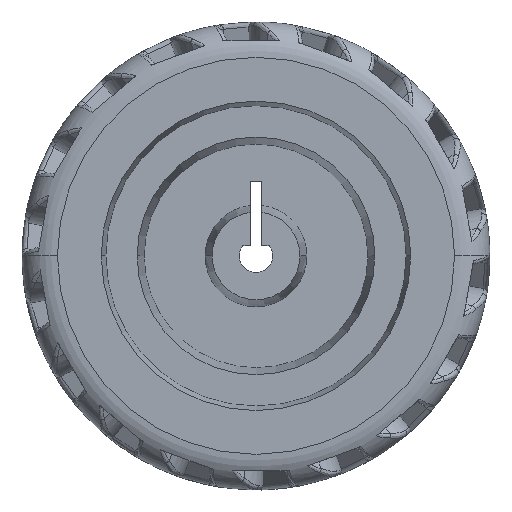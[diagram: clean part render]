
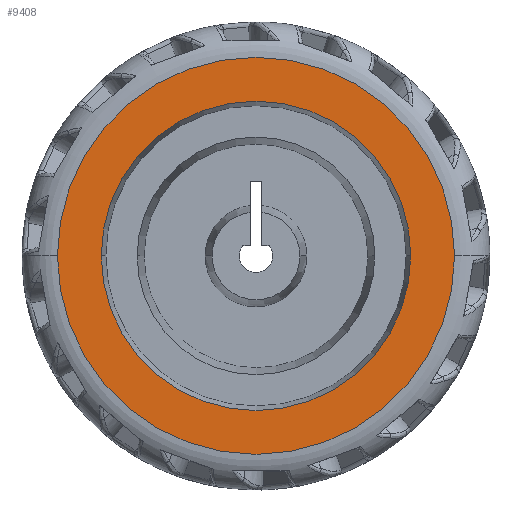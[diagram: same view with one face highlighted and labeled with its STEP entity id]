
A CAD part, top view. The second image highlights one B-rep face of the part: STEP entity #9408.
In plain terms, the highlighted planar face has unit normal (0, 0, 1).
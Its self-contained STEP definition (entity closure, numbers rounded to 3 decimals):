
#262 = CARTESIAN_POINT ( 'NONE',  ( 0., 0., 19. ) ) ;
#442 = PLANE ( 'NONE',  #5548 ) ;
#1727 = CIRCLE ( 'NONE', #21562, 17.825 ) ;
#2585 = DIRECTION ( 'NONE',  ( 0., 0., 1. ) ) ;
#3476 = EDGE_CURVE ( 'NONE', #17973, #23570, #1727, .T. ) ;
#3541 = CARTESIAN_POINT ( 'NONE',  ( 0., 0., 19. ) ) ;
#4203 = ORIENTED_EDGE ( 'NONE', *, *, #10277, .T. ) ;
#5038 = AXIS2_PLACEMENT_3D ( 'NONE', #28775, #26379, #6109 ) ;
#5174 = EDGE_CURVE ( 'NONE', #23570, #17973, #28575, .T. ) ;
#5548 = AXIS2_PLACEMENT_3D ( 'NONE', #9744, #25692, #14307 ) ;
#5621 = CARTESIAN_POINT ( 'NONE',  ( 13.891, 0., 19. ) ) ;
#5878 = ORIENTED_EDGE ( 'NONE', *, *, #16284, .T. ) ;
#6109 = DIRECTION ( 'NONE',  ( 1., 0., 0. ) ) ;
#6304 = EDGE_LOOP ( 'NONE', ( #5878, #4203 ) ) ;
#7314 = FACE_BOUND ( 'NONE', #6304, .T. ) ;
#7798 = DIRECTION ( 'NONE',  ( 0., 0., -1. ) ) ;
#9097 = CIRCLE ( 'NONE', #5038, 13.891 ) ;
#9408 = ADVANCED_FACE ( 'NONE', ( #7314, #20500 ), #442, .T. ) ;
#9744 = CARTESIAN_POINT ( 'NONE',  ( 0., 0., 19. ) ) ;
#10277 = EDGE_CURVE ( 'NONE', #15618, #21365, #20420, .T. ) ;
#10618 = ORIENTED_EDGE ( 'NONE', *, *, #3476, .T. ) ;
#11196 = EDGE_LOOP ( 'NONE', ( #22830, #10618 ) ) ;
#14307 = DIRECTION ( 'NONE',  ( 1., 0., 0. ) ) ;
#15618 = VERTEX_POINT ( 'NONE', #21371 ) ;
#16009 = DIRECTION ( 'NONE',  ( 1., 0., 0. ) ) ;
#16284 = EDGE_CURVE ( 'NONE', #21365, #15618, #9097, .T. ) ;
#16554 = CARTESIAN_POINT ( 'NONE',  ( 0., 0., 19. ) ) ;
#16846 = DIRECTION ( 'NONE',  ( 0., 0., 1. ) ) ;
#17973 = VERTEX_POINT ( 'NONE', #24253 ) ;
#20420 = CIRCLE ( 'NONE', #21056, 13.891 ) ;
#20500 = FACE_OUTER_BOUND ( 'NONE', #11196, .T. ) ;
#21056 = AXIS2_PLACEMENT_3D ( 'NONE', #3541, #7798, #26364 ) ;
#21283 = CARTESIAN_POINT ( 'NONE',  ( 17.825, 0., 19. ) ) ;
#21365 = VERTEX_POINT ( 'NONE', #5621 ) ;
#21371 = CARTESIAN_POINT ( 'NONE',  ( -13.891, 0., 19. ) ) ;
#21562 = AXIS2_PLACEMENT_3D ( 'NONE', #262, #2585, #16009 ) ;
#22830 = ORIENTED_EDGE ( 'NONE', *, *, #5174, .T. ) ;
#23570 = VERTEX_POINT ( 'NONE', #21283 ) ;
#24253 = CARTESIAN_POINT ( 'NONE',  ( -17.825, 0., 19. ) ) ;
#25692 = DIRECTION ( 'NONE',  ( 0., 0., 1. ) ) ;
#26059 = DIRECTION ( 'NONE',  ( 1., 0., 0. ) ) ;
#26364 = DIRECTION ( 'NONE',  ( 1., 0., 0. ) ) ;
#26379 = DIRECTION ( 'NONE',  ( 0., 0., -1. ) ) ;
#28575 = CIRCLE ( 'NONE', #29132, 17.825 ) ;
#28775 = CARTESIAN_POINT ( 'NONE',  ( 0., 0., 19. ) ) ;
#29132 = AXIS2_PLACEMENT_3D ( 'NONE', #16554, #16846, #26059 ) ;
